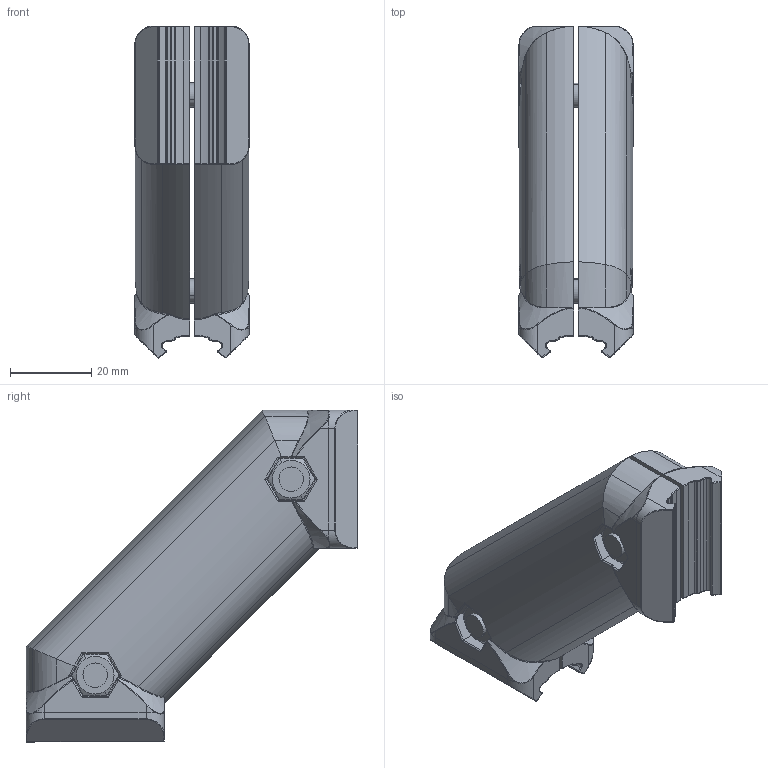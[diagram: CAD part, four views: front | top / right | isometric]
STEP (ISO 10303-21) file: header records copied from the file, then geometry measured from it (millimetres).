
FILE_DESCRIPTION (( 'STEP AP203' ), '1' );
FILE_NAME ('TFS.D28.2.03.02.STEP', '2019-01-22T03:01:41', ( 'user' ), ( '' ), 'SwSTEP 2.0', 'SolidWorks 2012', '' );
FILE_SCHEMA (( 'CONFIG_CONTROL_DESIGN' ));
Length unit declared in the file: millimetre
Products named in the file (1): TFS.D28.2.03.02
Bounding box: 28.28 x 81.54 x 81.54 mm (x, y, z)
Surface area: 18039.7 mm2 (no closed solid volume)
Topology: 0 solids, 8 shells, 430 faces, 1153 edges, 706 vertices
Faces by surface type: cylinder 136, bspline 108, torus 82, plane 78, cone 20, sphere 6
Entity records: 16271 total; most frequent: CARTESIAN_POINT 6416, ORIENTED_EDGE 2103, DIRECTION 1948, EDGE_CURVE 1151, AXIS2_PLACEMENT_3D 800, VERTEX_POINT 706, CIRCLE 477, EDGE_LOOP 448
